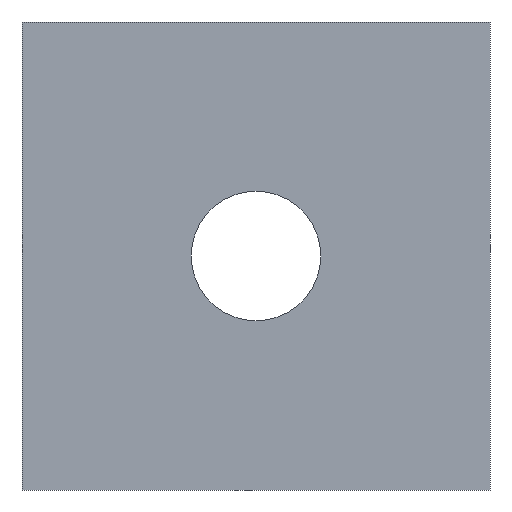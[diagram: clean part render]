
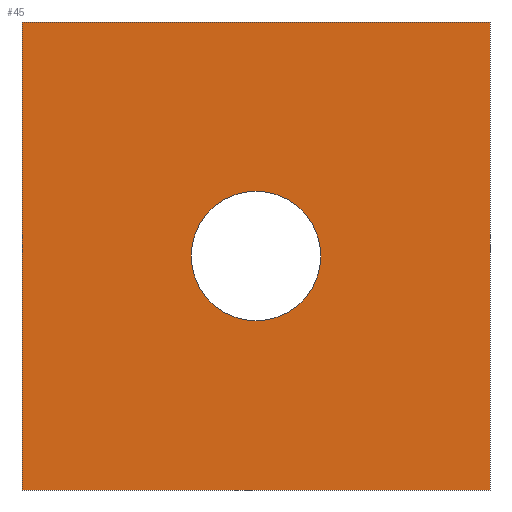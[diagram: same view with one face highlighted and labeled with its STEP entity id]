
A CAD part, left-side view. The second image highlights one B-rep face of the part: STEP entity #45.
In plain terms, the highlighted planar face has unit normal (-1, 0, 0).
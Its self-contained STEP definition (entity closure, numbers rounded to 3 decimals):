
#45=ADVANCED_FACE('',(#86,#87),#88,.F.);
#86=FACE_OUTER_BOUND('',#120,.T.);
#87=FACE_BOUND('',#121,.T.);
#88=PLANE('',#122);
#120=EDGE_LOOP('',(#179,#180,#181,#182));
#121=EDGE_LOOP('',(#183,#184));
#122=AXIS2_PLACEMENT_3D('',#185,#186,#187);
#179=ORIENTED_EDGE('',*,*,#210,.F.);
#180=ORIENTED_EDGE('',*,*,#219,.F.);
#181=ORIENTED_EDGE('',*,*,#216,.F.);
#182=ORIENTED_EDGE('',*,*,#213,.F.);
#183=ORIENTED_EDGE('',*,*,#201,.T.);
#184=ORIENTED_EDGE('',*,*,#221,.T.);
#185=CARTESIAN_POINT('',(0.0,0.,0.));
#186=DIRECTION('',(1.0,0.,0.));
#187=DIRECTION('',(0.,0.0,-1.0));
#201=EDGE_CURVE('',#226,#230,#232,.T.);
#210=EDGE_CURVE('',#244,#246,#247,.T.);
#213=EDGE_CURVE('',#246,#250,#251,.T.);
#216=EDGE_CURVE('',#250,#254,#255,.T.);
#219=EDGE_CURVE('',#254,#244,#258,.T.);
#221=EDGE_CURVE('',#230,#226,#260,.T.);
#226=VERTEX_POINT('',#265);
#230=VERTEX_POINT('',#270);
#232=CIRCLE('',#273,4.15);
#244=VERTEX_POINT('',#289);
#246=VERTEX_POINT('',#292);
#247=LINE('',#293,#294);
#250=VERTEX_POINT('',#298);
#251=LINE('',#299,#300);
#254=VERTEX_POINT('',#304);
#255=LINE('',#305,#306);
#258=LINE('',#310,#311);
#260=CIRCLE('',#313,4.15);
#265=CARTESIAN_POINT('',(0.0,0.,-4.15));
#270=CARTESIAN_POINT('',(0.,0.,4.15));
#273=AXIS2_PLACEMENT_3D('',#321,#322,#323);
#289=CARTESIAN_POINT('',(0.0,15.0,15.0));
#292=CARTESIAN_POINT('',(0.0,-15.0,15.0));
#293=CARTESIAN_POINT('',(0.0,15.0,15.0));
#294=VECTOR('',#332,30.0);
#298=CARTESIAN_POINT('',(0.0,-15.0,-15.0));
#299=CARTESIAN_POINT('',(0.0,-15.0,15.0));
#300=VECTOR('',#334,30.0);
#304=CARTESIAN_POINT('',(0.0,15.0,-15.0));
#305=CARTESIAN_POINT('',(0.0,-15.0,-15.0));
#306=VECTOR('',#336,30.0);
#310=CARTESIAN_POINT('',(0.0,15.0,-15.0));
#311=VECTOR('',#338,30.0);
#313=AXIS2_PLACEMENT_3D('',#339,#340,#341);
#321=CARTESIAN_POINT('',(0.0,0.,0.));
#322=DIRECTION('',(1.0,0.,0.));
#323=DIRECTION('',(0.,0.,-1.0));
#332=DIRECTION('',(0.0,-1.0,0.));
#334=DIRECTION('',(0.,0.,-1.0));
#336=DIRECTION('',(0.0,1.0,0.));
#338=DIRECTION('',(0.,0.,1.0));
#339=CARTESIAN_POINT('',(0.0,0.,0.));
#340=DIRECTION('',(1.0,0.,0.));
#341=DIRECTION('',(0.,0.,-1.0));
